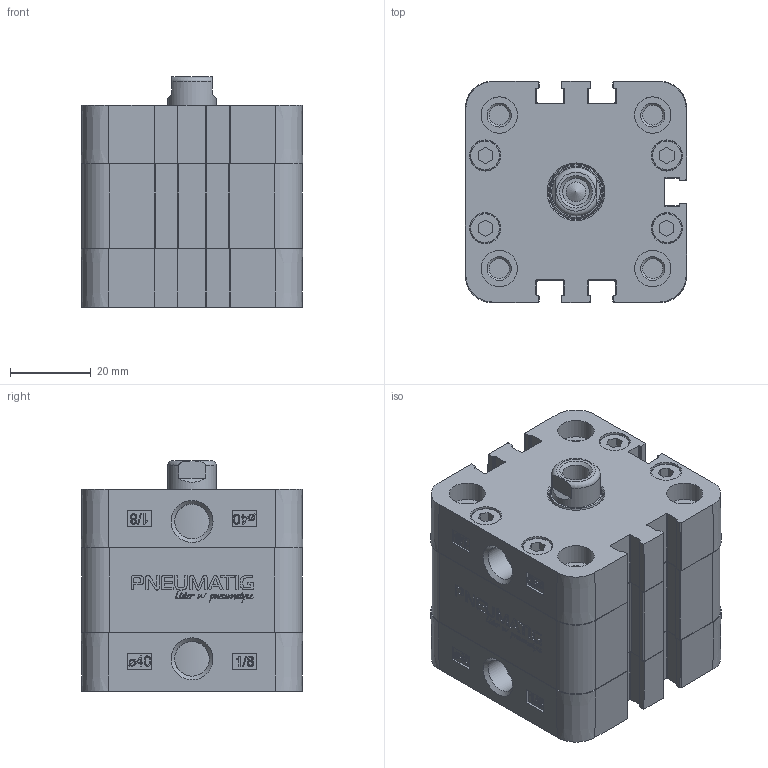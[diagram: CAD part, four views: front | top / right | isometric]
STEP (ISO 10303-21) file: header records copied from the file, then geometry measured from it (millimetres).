
FILE_DESCRIPTION( ( 'STEP AP214' ), '1' );
FILE_NAME( 'DM-40-1000-F.stp', ' ', ( ' ' ), ( ' ' ), ' ', ' ', ' ' );
FILE_SCHEMA (('AUTOMOTIVE_DESIGN { 1 0 10303 214 3 1 1 }'));
Products named in the file (1): (Unsaved)
Bounding box: 54.8 x 54.8 x 57 mm (x, y, z)
Volume: 109032.5 mm3; surface area: 36727.3 mm2
Topology: 4 solids, 12 shells, 1506 faces, 4036 edges, 2645 vertices
Faces by surface type: bspline 731, plane 515, cylinder 185, torus 43, cone 32
Full cylindrical faces by diameter (mm): 4.917 x1, 5.2 x8, 6.647 x1, 7.5 x8, 7.7 x8, 8.566 x2, 9 x9, 12 x1, 12.54 x1, 13.7 x1, 14 x1, 16.5 x1, 40 x1
Entity records: 53165 total; most frequent: CARTESIAN_POINT 20646, ORIENTED_EDGE 7908, DIRECTION 4433, EDGE_CURVE 3934, VERTEX_POINT 2629, LINE 1991, VECTOR 1991, EDGE_LOOP 1701
